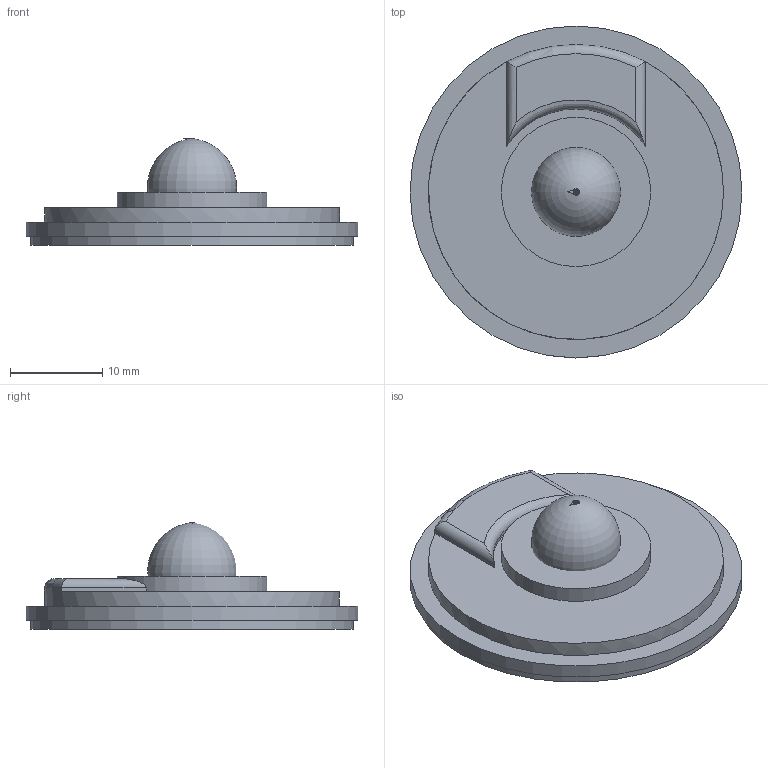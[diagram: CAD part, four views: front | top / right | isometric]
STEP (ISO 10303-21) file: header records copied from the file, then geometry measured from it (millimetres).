
FILE_DESCRIPTION(/* description */ ('Alibre Inc.'),/* implementation_level */ '2;1');
FILE_NAME(/* name */ 'export-6E534C5C-E347-487F-8328-31570793DFD3',/* time_stamp */ '2018-12-24T07:30:05-06:00',/* author */ (''),/* organization */ (''),/* preprocessor_version */ 'ST-DEVELOPER v17',/* originating_system */ 'Alibre',/* authorisation */ '');
FILE_SCHEMA (('AUTOMOTIVE_DESIGN'));
Length unit declared in the file: millimetre
Bounding box: 36 x 36 x 11.59 mm (x, y, z)
Volume: 850.9 mm3; surface area: 5410.5 mm2
Topology: 1 solids, 2 shells, 120 faces, 244 edges, 162 vertices
Faces by surface type: plane 103, cylinder 12, torus 5
Full cylindrical faces by diameter (mm): 15.8 x1, 16.2 x1, 31.6 x1, 32 x1, 33 x2, 35 x1, 35.6 x1, 36 x1
Entity records: 4461 total; most frequent: CARTESIAN_POINT 2266, ORIENTED_EDGE 438, DIRECTION 309, EDGE_CURVE 219, FACE_BOUND 169, EDGE_LOOP 168, AXIS2_PLACEMENT_3D 158, VERTEX_POINT 152
